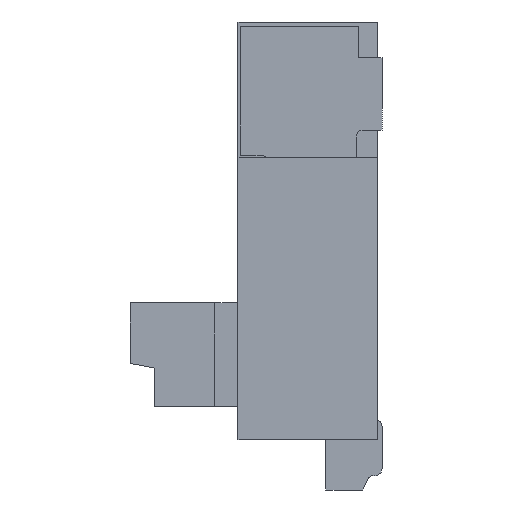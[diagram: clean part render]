
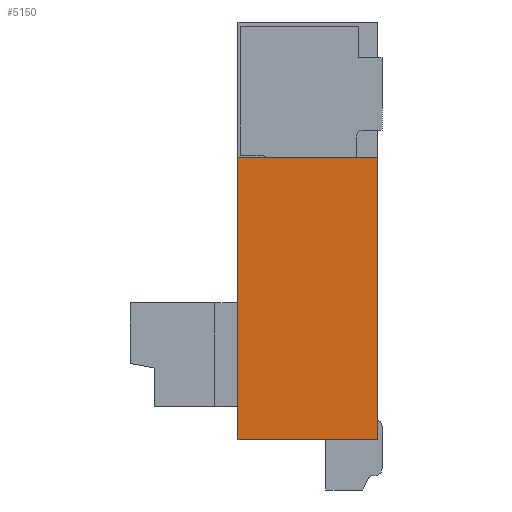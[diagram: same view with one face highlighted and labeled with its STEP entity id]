
A CAD part, left-side view. The second image highlights one B-rep face of the part: STEP entity #5150.
In plain terms, the highlighted planar face has unit normal (-1, 0, 0).
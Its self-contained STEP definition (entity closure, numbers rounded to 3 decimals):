
#1121=ORIENTED_EDGE('',*,*,#1963,.T.);
#1122=ORIENTED_EDGE('',*,*,#2201,.F.);
#1123=ORIENTED_EDGE('',*,*,#2202,.F.);
#1124=ORIENTED_EDGE('',*,*,#2090,.T.);
#1963=EDGE_CURVE('',#2589,#2588,#3141,.T.);
#2090=EDGE_CURVE('',#2679,#2589,#3268,.T.);
#2201=EDGE_CURVE('',#2762,#2588,#3379,.T.);
#2202=EDGE_CURVE('',#2679,#2762,#3380,.T.);
#2588=VERTEX_POINT('',#8659);
#2589=VERTEX_POINT('',#8661);
#2679=VERTEX_POINT('',#8910);
#2762=VERTEX_POINT('',#9126);
#3141=LINE('',#8660,#3839);
#3268=LINE('',#8909,#3966);
#3379=LINE('',#9125,#4077);
#3380=LINE('',#9127,#4078);
#3839=VECTOR('',#7252,1000.);
#3966=VECTOR('',#7443,1000.);
#4077=VECTOR('',#7598,1000.);
#4078=VECTOR('',#7599,1000.);
#4386=EDGE_LOOP('',(#1121,#1122,#1123,#1124));
#4660=FACE_BOUND('',#4386,.T.);
#4900=PLANE('',#6509);
#5150=ADVANCED_FACE('',(#4660),#4900,.F.);
#6509=AXIS2_PLACEMENT_3D('',#9124,#7596,#7597);
#7252=DIRECTION('',(0.,0.,1.));
#7443=DIRECTION('',(0.,-1.,0.));
#7596=DIRECTION('',(1.,0.,0.));
#7597=DIRECTION('',(0.,0.,-1.));
#7598=DIRECTION('',(0.,-1.,0.));
#7599=DIRECTION('',(0.,0.,1.));
#8659=CARTESIAN_POINT('',(-2.5,0.,1.96));
#8660=CARTESIAN_POINT('',(-2.5,0.,0.));
#8661=CARTESIAN_POINT('',(-2.5,0.,0.));
#8909=CARTESIAN_POINT('',(-2.5,0.97,0.));
#8910=CARTESIAN_POINT('',(-2.5,0.97,0.));
#9124=CARTESIAN_POINT('',(-2.5,0.97,0.));
#9125=CARTESIAN_POINT('',(-2.5,0.97,1.96));
#9126=CARTESIAN_POINT('',(-2.5,0.97,1.96));
#9127=CARTESIAN_POINT('',(-2.5,0.97,0.));
